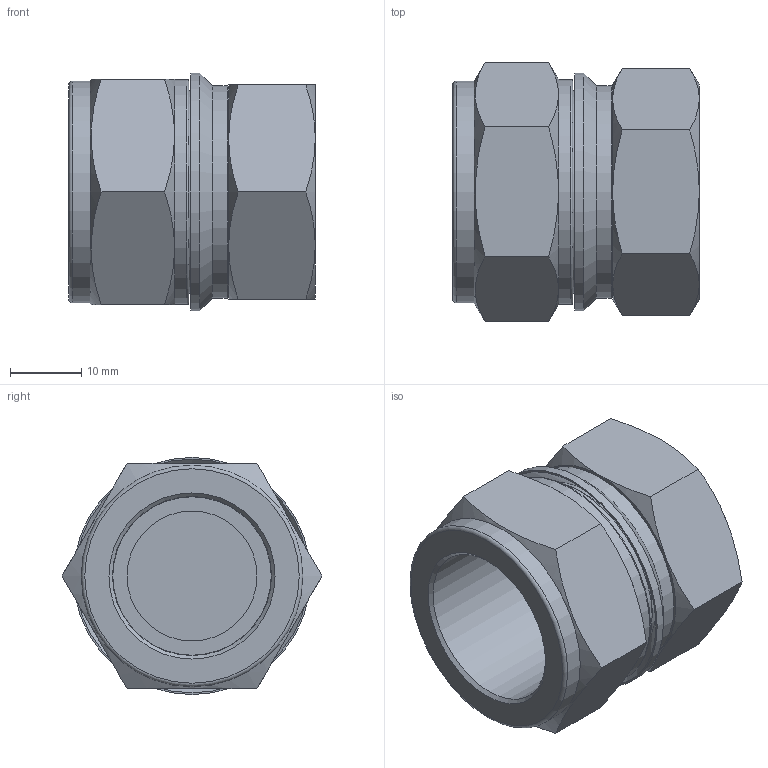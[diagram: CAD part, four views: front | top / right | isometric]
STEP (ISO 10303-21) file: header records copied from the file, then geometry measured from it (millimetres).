
FILE_DESCRIPTION(/* description */ (''),/* implementation_level */ '2;1');
FILE_NAME(/* name */ 'SCI-14.stp',/* time_stamp */ '2022-04-26T09:21:44+09:00',/* author */ ('user'),/* organization */ (''),/* preprocessor_version */ 'ST-DEVELOPER v18.1',/* originating_system */ 'Autodesk Inventor 2022',/* authorisation */ '');
FILE_SCHEMA (('AUTOMOTIVE_DESIGN { 1 0 10303 214 3 1 1 }'));
Length unit declared in the file: millimetre
Products named in the file (1): SCI-14
Bounding box: 34.72 x 36.6 x 33.4 mm (x, y, z)
Volume: 16402.5 mm3; surface area: 8667.5 mm2
Topology: 1 solids, 1 shells, 57 faces, 118 edges, 69 vertices
Faces by surface type: cone 26, plane 20, cylinder 9, torus 2
Full cylindrical faces by diameter (mm): 18.3 x1, 22.4 x1, 26.8 x1, 27.2 x1, 28.58 x1, 29.9 x1, 31.2 x1, 31.7 x1, 33.4 x1
Entity records: 1486 total; most frequent: CARTESIAN_POINT 329, DIRECTION 239, ORIENTED_EDGE 236, EDGE_CURVE 118, AXIS2_PLACEMENT_3D 105, VERTEX_POINT 69, EDGE_LOOP 63, FACE_OUTER_BOUND 57
